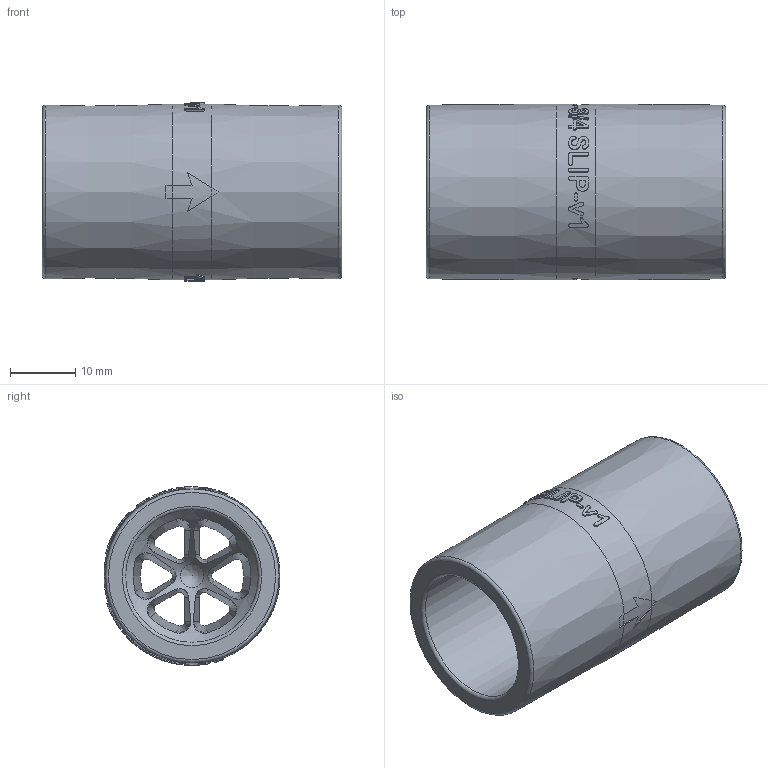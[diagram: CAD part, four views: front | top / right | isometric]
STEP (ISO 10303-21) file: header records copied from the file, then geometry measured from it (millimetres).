
FILE_DESCRIPTION(/* description */ (''),/* implementation_level */ '2;1');
FILE_NAME(/* name */ 'One Way Valve 3_4 Slip v1.stp',/* time_stamp */ '2020-04-07T19:55:09-07:00',/* author */ (''),/* organization */ (''),/* preprocessor_version */ 'ST-DEVELOPER v18.1',/* originating_system */ 'Autodesk Inventor 2021',/* authorisation */ '');
FILE_SCHEMA (('AUTOMOTIVE_DESIGN { 1 0 10303 214 3 1 1 }'));
Length unit declared in the file: inch
Products named in the file (1): One Way Valve 3_4 Slip
Bounding box: 46 x 27.01 x 27.42 mm (x, y, z)
Volume: 13215.7 mm3; surface area: 8203.3 mm2
Topology: 1 solids, 1 shells, 354 faces, 992 edges, 665 vertices
Faces by surface type: bspline 217, plane 65, cone 33, cylinder 33, torus 6
Full cylindrical faces by diameter (mm): 2.362 x1, 20.4 x2, 22.86 x1
Entity records: 17703 total; most frequent: CARTESIAN_POINT 9933, ORIENTED_EDGE 1980, EDGE_CURVE 990, DIRECTION 952, VERTEX_POINT 665, B_SPLINE_CURVE_WITH_KNOTS 451, EDGE_LOOP 393, LINE 378
